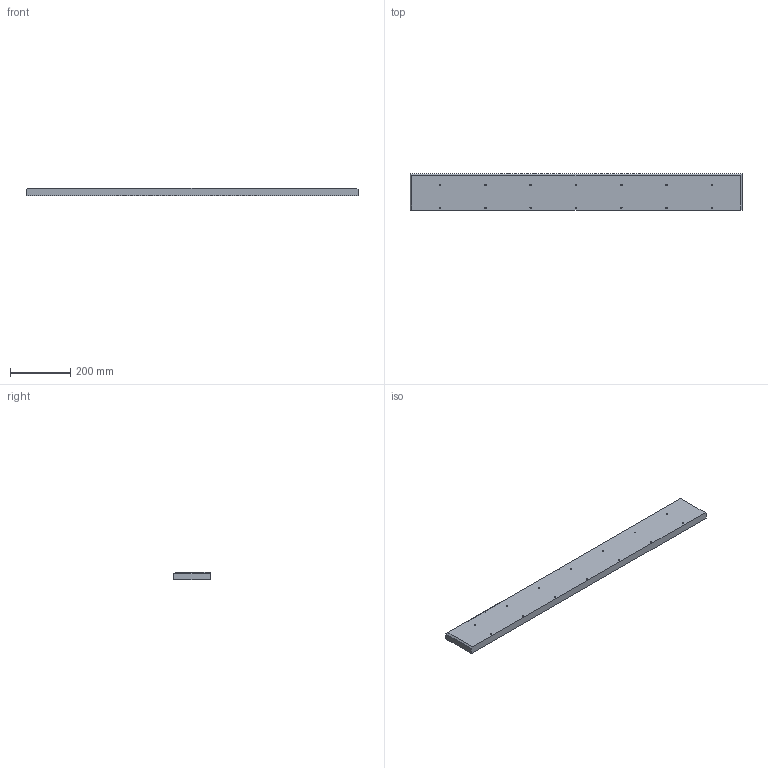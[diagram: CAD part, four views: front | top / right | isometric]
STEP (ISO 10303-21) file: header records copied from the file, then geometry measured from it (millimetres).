
FILE_DESCRIPTION(/* description */ (''),/* implementation_level */ '2;1');
FILE_NAME(/* name */ 'part_desk_1.stp',/* time_stamp */ '2020-07-03T18:24:20+01:00',/* author */ ('romanp'),/* organization */ (''),/* preprocessor_version */ 'ST-DEVELOPER v17',/* originating_system */ 'Autodesk Inventor 2019',/* authorisation */ '');
FILE_SCHEMA (('AUTOMOTIVE_DESIGN { 1 0 10303 214 3 1 1 }'));
Length unit declared in the file: millimetre
Products named in the file (1): Part1_b
Bounding box: 1100 x 120 x 25 mm (x, y, z)
Volume: 3260611.9 mm3; surface area: 333400.8 mm2
Topology: 1 solids, 1 shells, 51 faces, 173 edges, 124 vertices
Faces by surface type: cylinder 28, cone 14, plane 9
Full cylindrical faces by diameter (mm): 4.917 x14, 8.376 x14
Entity records: 1998 total; most frequent: DIRECTION 361, CARTESIAN_POINT 335, ORIENTED_EDGE 318, EDGE_CURVE 159, AXIS2_PLACEMENT_3D 150, VERTEX_POINT 124, CIRCLE 98, EDGE_LOOP 93
